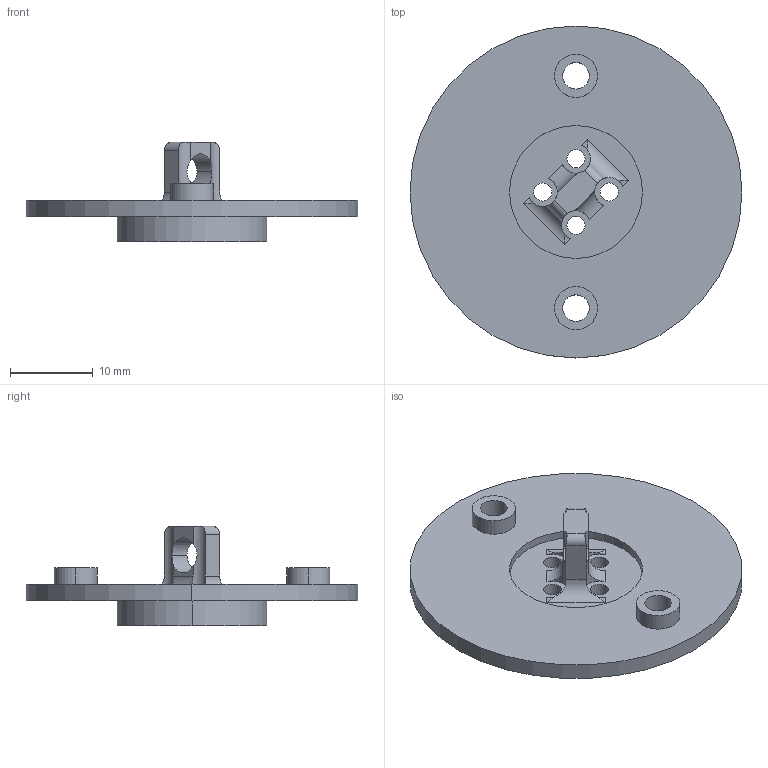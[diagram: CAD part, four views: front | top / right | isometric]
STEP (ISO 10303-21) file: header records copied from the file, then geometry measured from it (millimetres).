
FILE_DESCRIPTION (( 'STEP AP214' ), '1' );
FILE_NAME ('Part4.STEP', '2025-03-04T02:43:01', ( '' ), ( '' ), 'SwSTEP 2.0', 'SolidWorks 2024', '' );
FILE_SCHEMA (( 'AUTOMOTIVE_DESIGN' ));
Length unit declared in the file: millimetre
Products named in the file (1): Part4
Bounding box: 40 x 40 x 12 mm (x, y, z)
Volume: 3152.8 mm3; surface area: 3338.1 mm2
Topology: 1 solids, 1 shells, 53 faces, 144 edges, 96 vertices
Faces by surface type: cylinder 40, plane 13
Entity records: 1937 total; most frequent: CARTESIAN_POINT 548, ORIENTED_EDGE 288, DIRECTION 280, EDGE_CURVE 144, AXIS2_PLACEMENT_3D 112, VERTEX_POINT 96, EDGE_LOOP 70, CIRCLE 58
